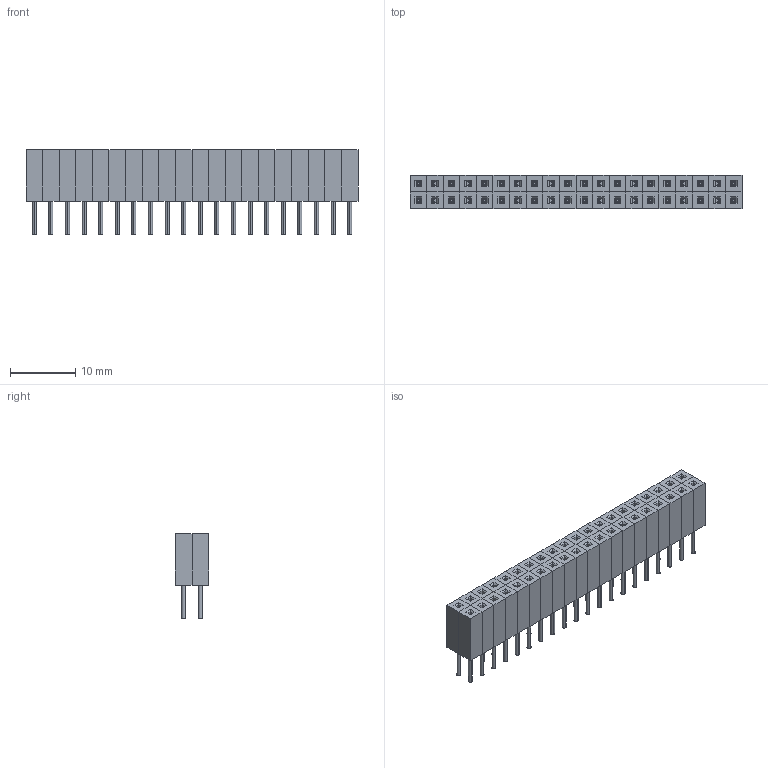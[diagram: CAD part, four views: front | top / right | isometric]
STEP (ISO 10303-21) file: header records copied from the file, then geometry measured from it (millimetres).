
FILE_DESCRIPTION(('STEP AP214'),'1');
FILE_NAME('2-534206-0_TYC','2023-02-15T05:53:13',(''),(''),'','','');
FILE_SCHEMA(('AUTOMOTIVE_DESIGN'));
Length unit declared in the file: millimetre
Products named in the file (1): product
Bounding box: 50.8 x 5.08 x 12.95 mm (x, y, z)
Volume: 2010.9 mm3; surface area: 3982.4 mm2
Topology: 42 solids, 42 shells, 1044 faces, 2328 edges, 1448 vertices
Faces by surface type: plane 964, cylinder 80
Entity records: 26961 total; most frequent: ORIENTED_EDGE 4656, DIRECTION 4578, CARTESIAN_POINT 2573, EDGE_CURVE 2328, LINE 2168, VECTOR 2168, VERTEX_POINT 1448, AXIS2_PLACEMENT_3D 1205
